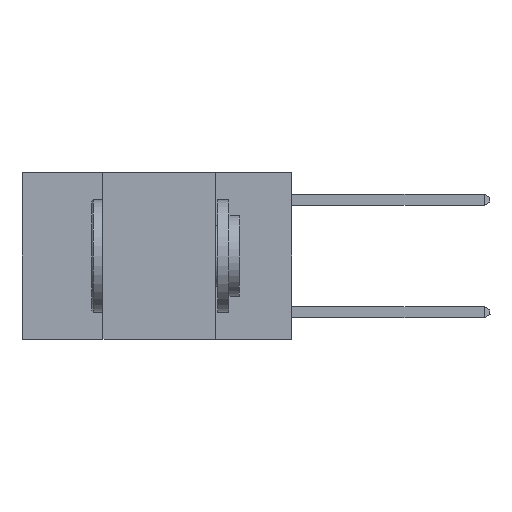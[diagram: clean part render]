
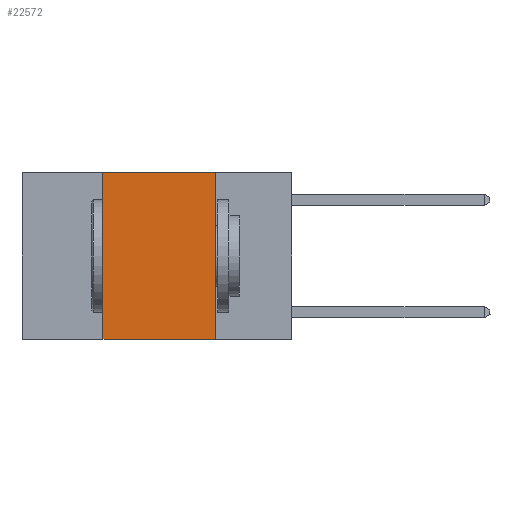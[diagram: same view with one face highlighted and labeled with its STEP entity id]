
A CAD part, left-side view. The second image highlights one B-rep face of the part: STEP entity #22572.
In plain terms, the highlighted planar face has unit normal (-1, 0, 0).
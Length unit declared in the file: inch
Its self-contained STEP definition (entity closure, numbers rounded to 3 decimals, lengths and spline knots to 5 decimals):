
#42 = EDGE_CURVE ( 'NONE', #17004, #11816, #604, .T. ) ;
#604 = LINE ( 'NONE', #11369, #10941 ) ;
#929 = EDGE_LOOP ( 'NONE', ( #26729, #25289, #20985, #23486 ) ) ;
#951 = DIRECTION ( 'NONE',  ( 0., 0., 1. ) ) ;
#1291 = EDGE_CURVE ( 'NONE', #25356, #17004, #11374, .T. ) ;
#1485 = DIRECTION ( 'NONE',  ( 0., 0., -1. ) ) ;
#4001 = LINE ( 'NONE', #6101, #4602 ) ;
#4125 = DIRECTION ( 'NONE',  ( 0., -1., 0. ) ) ;
#4602 = VECTOR ( 'NONE', #4125, 39.37008 ) ;
#4973 = CARTESIAN_POINT ( 'NONE',  ( 0., 0.6, 0. ) ) ;
#6101 = CARTESIAN_POINT ( 'NONE',  ( 0., 0.6, -0.37 ) ) ;
#7312 = CARTESIAN_POINT ( 'NONE',  ( 0., 0.6, 0. ) ) ;
#7652 = CARTESIAN_POINT ( 'NONE',  ( 0., 0.42, 0. ) ) ;
#8923 = FACE_OUTER_BOUND ( 'NONE', #929, .T. ) ;
#10941 = VECTOR ( 'NONE', #11512, 39.37008 ) ;
#11036 = EDGE_CURVE ( 'NONE', #11583, #11816, #4001, .T. ) ;
#11369 = CARTESIAN_POINT ( 'NONE',  ( 0., 0.17, 0. ) ) ;
#11374 = LINE ( 'NONE', #7312, #20622 ) ;
#11512 = DIRECTION ( 'NONE',  ( 0., 0., -1. ) ) ;
#11583 = VERTEX_POINT ( 'NONE', #16737 ) ;
#11816 = VERTEX_POINT ( 'NONE', #26614 ) ;
#15015 = VECTOR ( 'NONE', #951, 39.37008 ) ;
#15465 = DIRECTION ( 'NONE',  ( 0., -1., 0. ) ) ;
#15530 = PLANE ( 'NONE',  #19114 ) ;
#16346 = DIRECTION ( 'NONE',  ( 1., 0., 0. ) ) ;
#16737 = CARTESIAN_POINT ( 'NONE',  ( 0., 0.42, -0.37 ) ) ;
#17004 = VERTEX_POINT ( 'NONE', #26017 ) ;
#17441 = CARTESIAN_POINT ( 'NONE',  ( 0., 0.42, 0. ) ) ;
#19114 = AXIS2_PLACEMENT_3D ( 'NONE', #4973, #16346, #1485 ) ;
#20622 = VECTOR ( 'NONE', #15465, 39.37008 ) ;
#20985 = ORIENTED_EDGE ( 'NONE', *, *, #21197, .F. ) ;
#21197 = EDGE_CURVE ( 'NONE', #11583, #25356, #26810, .T. ) ;
#22572 = ADVANCED_FACE ( 'NONE', ( #8923 ), #15530, .F. ) ;
#23486 = ORIENTED_EDGE ( 'NONE', *, *, #11036, .T. ) ;
#25289 = ORIENTED_EDGE ( 'NONE', *, *, #1291, .F. ) ;
#25356 = VERTEX_POINT ( 'NONE', #17441 ) ;
#26017 = CARTESIAN_POINT ( 'NONE',  ( 0., 0.17, 0. ) ) ;
#26614 = CARTESIAN_POINT ( 'NONE',  ( 0., 0.17, -0.37 ) ) ;
#26729 = ORIENTED_EDGE ( 'NONE', *, *, #42, .F. ) ;
#26810 = LINE ( 'NONE', #7652, #15015 ) ;
